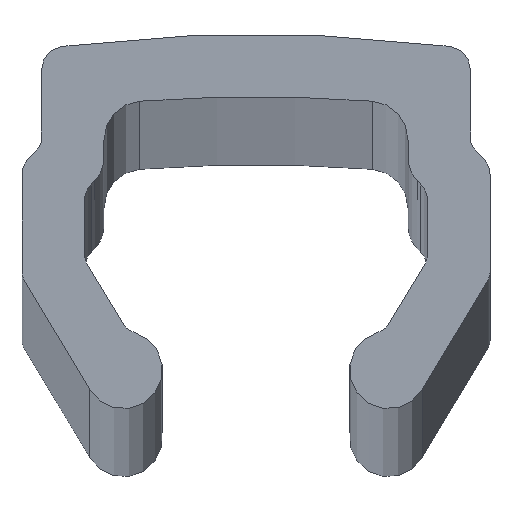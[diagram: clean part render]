
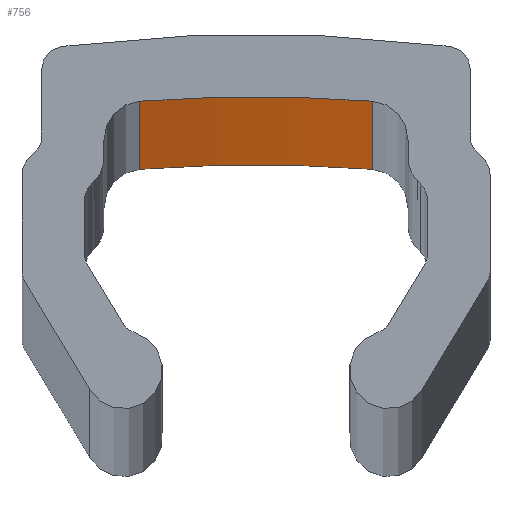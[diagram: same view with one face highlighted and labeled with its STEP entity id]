
A CAD part, top view. The second image highlights one B-rep face of the part: STEP entity #756.
In plain terms, the highlighted cylindrical face has radius 19.2 mm (diameter 38.4 mm), a partial arc.
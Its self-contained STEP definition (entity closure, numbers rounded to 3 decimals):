
#64=LINE('',#1206,#134);
#65=LINE('',#1212,#135);
#134=VECTOR('',#967,1000.);
#135=VECTOR('',#974,1000.);
#234=ORIENTED_EDGE('',*,*,#449,.T.);
#235=ORIENTED_EDGE('',*,*,#448,.F.);
#236=ORIENTED_EDGE('',*,*,#450,.F.);
#237=ORIENTED_EDGE('',*,*,#451,.T.);
#448=EDGE_CURVE('',#549,#548,#64,.T.);
#449=EDGE_CURVE('',#550,#548,#612,.T.);
#450=EDGE_CURVE('',#551,#549,#613,.T.);
#451=EDGE_CURVE('',#551,#550,#65,.T.);
#548=VERTEX_POINT('',#1203);
#549=VERTEX_POINT('',#1205);
#550=VERTEX_POINT('',#1209);
#551=VERTEX_POINT('',#1211);
#612=CIRCLE('',#826,19.2);
#613=CIRCLE('',#827,19.2);
#654=EDGE_LOOP('',(#234,#235,#236,#237));
#694=FACE_BOUND('',#654,.T.);
#728=CYLINDRICAL_SURFACE('',#825,19.2);
#756=ADVANCED_FACE('',(#694),#728,.F.);
#825=AXIS2_PLACEMENT_3D('',#1207,#968,#969);
#826=AXIS2_PLACEMENT_3D('',#1208,#970,#971);
#827=AXIS2_PLACEMENT_3D('',#1210,#972,#973);
#967=DIRECTION('',(0.,0.,1.));
#968=DIRECTION('',(0.,0.,1.));
#969=DIRECTION('',(1.,0.,0.));
#970=DIRECTION('',(0.,0.,1.));
#971=DIRECTION('',(1.,0.,0.));
#972=DIRECTION('',(0.,0.,1.));
#973=DIRECTION('',(1.,0.,0.));
#974=DIRECTION('',(0.,0.,1.));
#1203=CARTESIAN_POINT('',(-1.489,3.442,0.));
#1205=CARTESIAN_POINT('',(-1.489,3.442,-500.));
#1206=CARTESIAN_POINT('',(-1.489,3.442,-500.));
#1207=CARTESIAN_POINT('',(0.,-15.7,-500.));
#1208=CARTESIAN_POINT('',(0.,-15.7,0.));
#1209=CARTESIAN_POINT('',(1.489,3.442,0.));
#1210=CARTESIAN_POINT('',(0.,-15.7,-500.));
#1211=CARTESIAN_POINT('',(1.489,3.442,-500.));
#1212=CARTESIAN_POINT('',(1.489,3.442,-500.));
